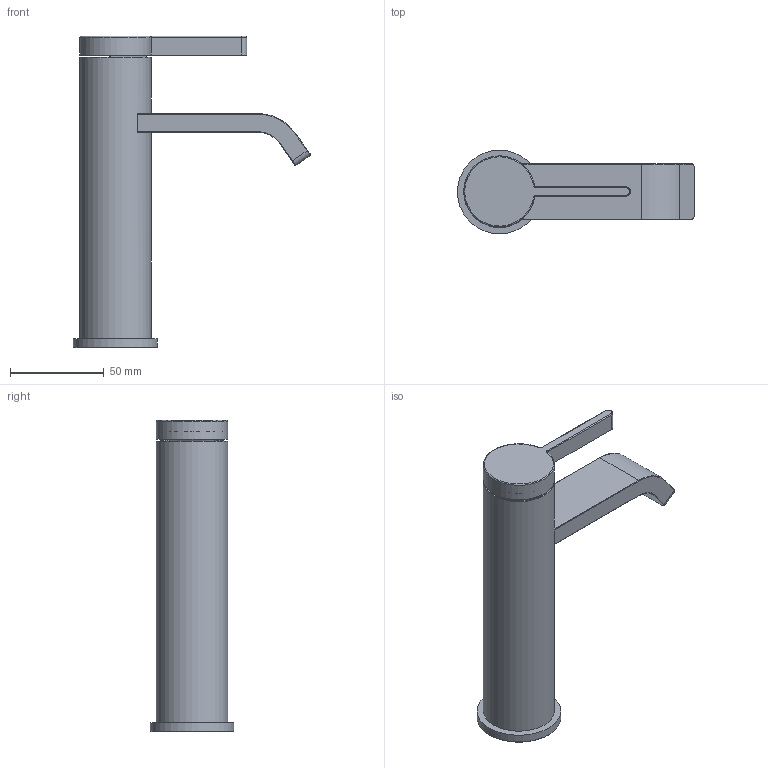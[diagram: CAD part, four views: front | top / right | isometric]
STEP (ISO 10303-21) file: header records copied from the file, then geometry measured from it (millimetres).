
FILE_DESCRIPTION(/* description */ (''),/* implementation_level */ '2;1');
FILE_NAME(/* name */ '3D_TVW106103152_Dawn.step',/* time_stamp */ '2023-01-19T15:43:55+01:00',/* author */ (''),/* organization */ (''),/* preprocessor_version */ 'ST-DEVELOPER v19.2',/* originating_system */ 'Autodesk Translation Framework v11.17.0.187',/* authorisation */ '');
FILE_SCHEMA (('AUTOMOTIVE_DESIGN { 1 0 10303 214 3 1 1 }'));
Length unit declared in the file: millimetre
Products named in the file (12): (Nicht gespeichert); 06000059; 16002243_ASM; 11000086_ASM; 11000086A; 12000701_AF2; 16002256_AF3_ASM; 03000231_AF2; 12000518_AF2; Komponente9; Komponente10; Komponente11
Assembly tree (12 placements, depth 4):
  (Nicht gespeichert)
    06000059  x2
    16002243_ASM
      11000086_ASM
        11000086A
    12000701_AF2
    16002256_AF3_ASM
      03000231_AF2
    12000518_AF2
    Komponente9
    Komponente10
    Komponente11
Bounding box: 126.54 x 44.8 x 166.2 mm (x, y, z)
Volume: 199263.6 mm3; surface area: 40055.8 mm2
Topology: 4 solids, 6 shells, 135 faces, 305 edges, 186 vertices
Faces by surface type: plane 46, cylinder 40, cone 21, torus 14, bspline 12, sphere 2
Full cylindrical faces by diameter (mm): 2.5 x1, 33.2 x1, 35 x2, 37 x1, 38 x1, 44.8 x1
Entity records: 11674 total; most frequent: CARTESIAN_POINT 8329, DIRECTION 692, ORIENTED_EDGE 601, EDGE_CURVE 305, AXIS2_PLACEMENT_3D 274, VERTEX_POINT 186, EDGE_LOOP 145, LINE 144
